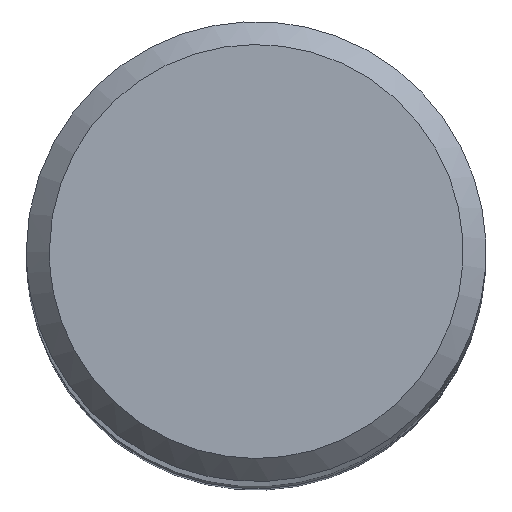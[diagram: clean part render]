
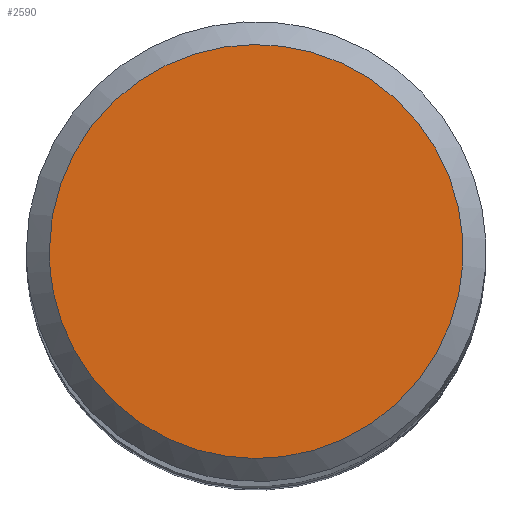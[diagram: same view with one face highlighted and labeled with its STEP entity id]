
A CAD part, top view. The second image highlights one B-rep face of the part: STEP entity #2590.
In plain terms, the highlighted free-form (B-spline) face has degree [1, 1] with [2, 2] control points.
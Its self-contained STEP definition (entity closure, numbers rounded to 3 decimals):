
#2080 = CARTESIAN_POINT ('', (-2.7, 0., 0.));
#2090 = VERTEX_POINT ('', #2080);
#2150 = CARTESIAN_POINT ('', (-2.7, 0., 0.));
#2160 = CARTESIAN_POINT ('', (-2.7, 2.7, 0.));
#2170 = CARTESIAN_POINT ('', (0., 2.7, 0.));
#2180 = CARTESIAN_POINT ('', (2.7, 2.7, 0.));
#2190 = CARTESIAN_POINT ('', (2.7, 0., 0.));
#2200 = CARTESIAN_POINT ('', (2.7, -2.7, 0.));
#2210 = CARTESIAN_POINT ('', (0., -2.7, 0.));
#2220 = CARTESIAN_POINT ('', (-2.7, -2.7, 0.));
#2230 = CARTESIAN_POINT ('', (-2.7, 0., 0.));
#2240 = (
   BOUNDED_CURVE ()
   B_SPLINE_CURVE (2, (#2150, #2160, #2170, #2180, #2190, #2200, #2210, #2220, #2230), .UNSPECIFIED., .T., .U.)
   B_SPLINE_CURVE_WITH_KNOTS ((3, 2, 2, 2, 3), (0., 0.25, 0.5, 0.75, 1.), .UNSPECIFIED.)
   CURVE ()
   GEOMETRIC_REPRESENTATION_ITEM ()
   RATIONAL_B_SPLINE_CURVE ((1., 0.707, 1., 0.707, 1., 0.707, 1., 0.707, 1.))
   REPRESENTATION_ITEM ('')
);
#2250 = EDGE_CURVE ('', #2090, #2090, #2240, .T.);
#2510 = ORIENTED_EDGE ('', *, *, #2250, .F.);
#2520 = EDGE_LOOP ('', (#2510));
#2530 = FACE_OUTER_BOUND ('', #2520, .T.);
#2540 = CARTESIAN_POINT ('', (2.7, -2.7, 0.));
#2550 = CARTESIAN_POINT ('', (-2.7, -2.7, 0.));
#2560 = CARTESIAN_POINT ('', (2.7, 2.7, 0.));
#2570 = CARTESIAN_POINT ('', (-2.7, 2.7, 0.));
#2580 = B_SPLINE_SURFACE_WITH_KNOTS ('', 1, 1, ((#2540, #2550), (#2560, #2570)), .UNSPECIFIED., .F., .F., .U., (2, 2), (2, 2), (0.045, 0.955), (0.045, 0.955), .UNSPECIFIED.);
#2590 = ADVANCED_FACE ('', (#2530), #2580, .T.);
